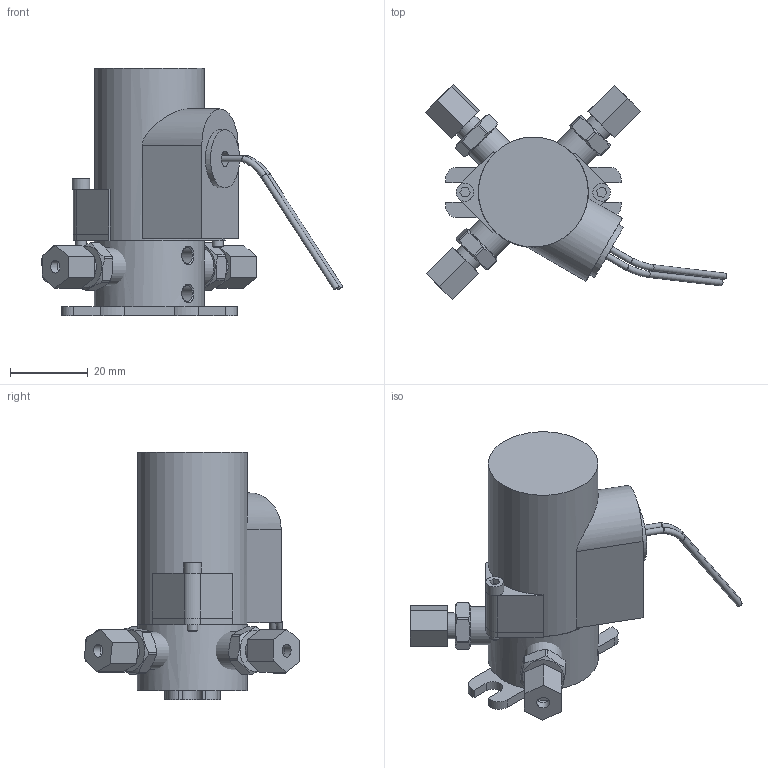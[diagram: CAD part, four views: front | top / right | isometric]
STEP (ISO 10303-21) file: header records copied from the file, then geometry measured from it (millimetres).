
FILE_DESCRIPTION((''),'2;1');
FILE_NAME('224200-41E1-120VAC 4-Way solenoid air valve.stp','2013-08-19T13:54:11',('Franzp'),(''),'Autodesk Inventor 2013','Autodesk Inventor 2013','');
FILE_SCHEMA(('AUTOMOTIVE_DESIGN { 1 0 10303 214 1 1 1 1 }'));
Length unit declared in the file: millimetre
Products named in the file (1): 224200_Shrinkwrap_1
Bounding box: 77.72 x 55.53 x 63.9 mm (x, y, z)
Surface area: 14634.3 mm2 (no closed solid volume)
Topology: 0 solids, 21 shells, 194 faces, 522 edges, 352 vertices
Faces by surface type: plane 105, cylinder 68, cone 19, torus 2
Full cylindrical faces by diameter (mm): 1.6 x4, 2.77 x2, 3.3 x3, 3.302 x2, 3.962 x2, 4 x1, 4.2 x1, 4.6 x2, 6.782 x3, 6.8 x3, 7.7 x2, 9.728 x3, 15 x1, 28.3 x1, 28.4 x1
Entity records: 6241 total; most frequent: CARTESIAN_POINT 1308, DIRECTION 969, ORIENTED_EDGE 819, EDGE_CURVE 457, AXIS2_PLACEMENT_3D 366, VERTEX_POINT 340, EDGE_LOOP 279, VECTOR 237
